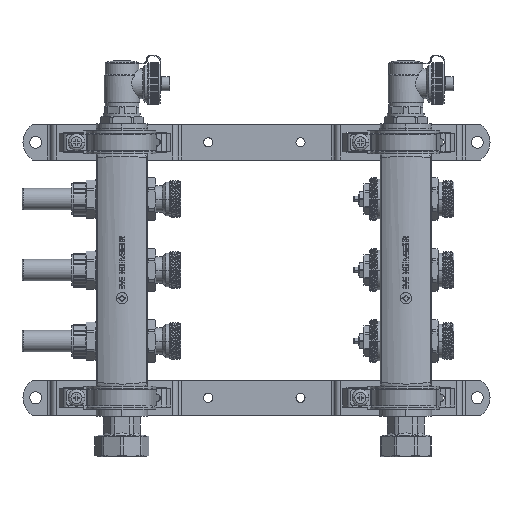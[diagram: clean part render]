
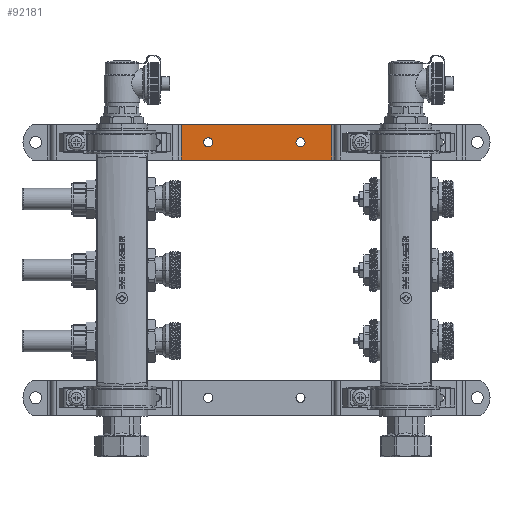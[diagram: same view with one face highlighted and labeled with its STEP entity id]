
A CAD part, left-side view. The second image highlights one B-rep face of the part: STEP entity #92181.
In plain terms, the highlighted planar face has unit normal (-1, 0, 0).
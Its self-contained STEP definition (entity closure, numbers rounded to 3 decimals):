
#7286=DIRECTION('',(0.,1.,0.));
#7287=VECTOR('',#7286,106.);
#7288=CARTESIAN_POINT('',(29.5,-147.8,102.5));
#7289=LINE('',#7288,#7287);
#7411=DIRECTION('',(0.,0.,-1.));
#7412=VECTOR('',#7411,25.);
#7413=CARTESIAN_POINT('',(29.5,-147.8,102.5));
#7414=LINE('',#7413,#7412);
#7415=DIRECTION('',(0.,0.,-1.));
#7416=VECTOR('',#7415,25.);
#7417=CARTESIAN_POINT('',(29.5,-41.8,102.5));
#7418=LINE('',#7417,#7416);
#7419=CARTESIAN_POINT('',(29.5,-60.8,90.));
#7420=DIRECTION('',(1.,0.,0.));
#7421=DIRECTION('',(0.,0.,-1.));
#7422=AXIS2_PLACEMENT_3D('',#7419,#7420,#7421);
#7424=CARTESIAN_POINT('',(29.5,-60.8,90.));
#7425=DIRECTION('',(1.,0.,0.));
#7426=DIRECTION('',(0.,0.,1.));
#7427=AXIS2_PLACEMENT_3D('',#7424,#7425,#7426);
#7429=CARTESIAN_POINT('',(29.5,-125.8,90.));
#7430=DIRECTION('',(1.,0.,0.));
#7431=DIRECTION('',(0.,0.,-1.));
#7432=AXIS2_PLACEMENT_3D('',#7429,#7430,#7431);
#7434=CARTESIAN_POINT('',(29.5,-125.8,90.));
#7435=DIRECTION('',(1.,0.,0.));
#7436=DIRECTION('',(0.,0.,1.));
#7437=AXIS2_PLACEMENT_3D('',#7434,#7435,#7436);
#7483=DIRECTION('',(0.,1.,0.));
#7484=VECTOR('',#7483,106.);
#7485=CARTESIAN_POINT('',(29.5,-147.8,77.5));
#7486=LINE('',#7485,#7484);
#76942=CARTESIAN_POINT('',(29.5,-147.8,102.5));
#76943=CARTESIAN_POINT('',(29.5,-41.8,102.5));
#76944=VERTEX_POINT('',#76942);
#76945=VERTEX_POINT('',#76943);
#76946=CARTESIAN_POINT('',(29.5,-147.8,77.5));
#76947=CARTESIAN_POINT('',(29.5,-41.8,77.5));
#76948=VERTEX_POINT('',#76946);
#76949=VERTEX_POINT('',#76947);
#77484=CARTESIAN_POINT('',(29.5,-60.8,86.8));
#77485=VERTEX_POINT('',#77484);
#77486=CARTESIAN_POINT('',(29.5,-60.8,93.2));
#77487=VERTEX_POINT('',#77486);
#77722=CARTESIAN_POINT('',(29.5,-125.8,86.8));
#77723=CARTESIAN_POINT('',(29.5,-125.8,93.2));
#77724=VERTEX_POINT('',#77722);
#77725=VERTEX_POINT('',#77723);
#92156=CARTESIAN_POINT('',(29.5,-149.8,102.5));
#92157=DIRECTION('',(-1.,0.,0.));
#92158=DIRECTION('',(0.,1.,0.));
#92159=AXIS2_PLACEMENT_3D('',#92156,#92157,#92158);
#92160=PLANE('',#92159);
#92161=ORIENTED_EDGE('',*,*,#91976,.F.);
#92163=ORIENTED_EDGE('',*,*,#92162,.T.);
#92165=ORIENTED_EDGE('',*,*,#92164,.T.);
#92166=ORIENTED_EDGE('',*,*,#92148,.F.);
#92167=EDGE_LOOP('',(#92161,#92163,#92165,#92166));
#92168=FACE_OUTER_BOUND('',#92167,.F.);
#92170=ORIENTED_EDGE('',*,*,#92169,.F.);
#92172=ORIENTED_EDGE('',*,*,#92171,.F.);
#92173=EDGE_LOOP('',(#92170,#92172));
#92174=FACE_BOUND('',#92173,.F.);
#92176=ORIENTED_EDGE('',*,*,#92175,.F.);
#92178=ORIENTED_EDGE('',*,*,#92177,.F.);
#92179=EDGE_LOOP('',(#92176,#92178));
#92180=FACE_BOUND('',#92179,.F.);
#92181=ADVANCED_FACE('',(#92168,#92174,#92180),#92160,.T.);
#7423=CIRCLE('',#7422,3.2);
#7428=CIRCLE('',#7427,3.2);
#7433=CIRCLE('',#7432,3.2);
#7438=CIRCLE('',#7437,3.2);
#91976=EDGE_CURVE('',#76944,#76945,#7289,.T.);
#92148=EDGE_CURVE('',#76945,#76949,#7418,.T.);
#92162=EDGE_CURVE('',#76944,#76948,#7414,.T.);
#92164=EDGE_CURVE('',#76948,#76949,#7486,.T.);
#92169=EDGE_CURVE('',#77485,#77487,#7423,.T.);
#92171=EDGE_CURVE('',#77487,#77485,#7428,.T.);
#92175=EDGE_CURVE('',#77724,#77725,#7433,.T.);
#92177=EDGE_CURVE('',#77725,#77724,#7438,.T.);
